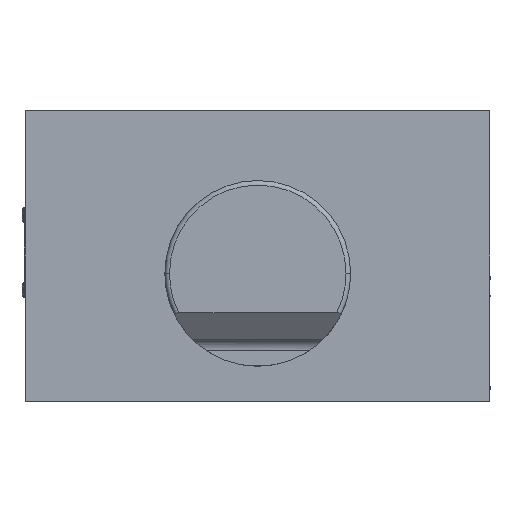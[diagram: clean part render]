
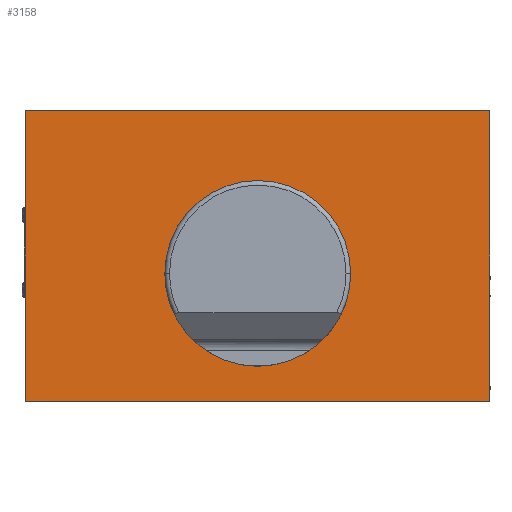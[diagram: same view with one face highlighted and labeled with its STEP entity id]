
A CAD part, front view. The second image highlights one B-rep face of the part: STEP entity #3158.
In plain terms, the highlighted planar face has unit normal (0, -1, 0).
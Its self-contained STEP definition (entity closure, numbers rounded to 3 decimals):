
#3158=ADVANCED_FACE('',(#6368,#6369),#6370,.F.);
#6368=FACE_BOUND('',#9976,.T.);
#6369=FACE_OUTER_BOUND('',#9977,.T.);
#6370=PLANE('',#9978);
#9976=EDGE_LOOP('',(#18721,#18722));
#9977=EDGE_LOOP('',(#18723,#18724,#18725,#18726));
#9978=AXIS2_PLACEMENT_3D('',#18727,#18728,#18729);
#18721=ORIENTED_EDGE('',*,*,#22017,.T.);
#18722=ORIENTED_EDGE('',*,*,#22229,.T.);
#18723=ORIENTED_EDGE('',*,*,#22209,.T.);
#18724=ORIENTED_EDGE('',*,*,#22271,.F.);
#18725=ORIENTED_EDGE('',*,*,#22274,.F.);
#18726=ORIENTED_EDGE('',*,*,#22268,.F.);
#18727=CARTESIAN_POINT('',(100.0,0.,62.5));
#18728=DIRECTION('',(0.0,1.0,0.0));
#18729=DIRECTION('',(0.0,0.0,1.0));
#22017=EDGE_CURVE('',#26740,#26737,#26741,.T.);
#22209=EDGE_CURVE('',#27022,#27020,#27023,.T.);
#22229=EDGE_CURVE('',#26737,#26740,#27043,.T.);
#22268=EDGE_CURVE('',#27022,#27082,#27083,.T.);
#22271=EDGE_CURVE('',#27086,#27020,#27087,.T.);
#22274=EDGE_CURVE('',#27082,#27086,#27090,.T.);
#26737=VERTEX_POINT('',#33769);
#26740=VERTEX_POINT('',#33773);
#26741=CIRCLE('',#33774,40.0);
#27020=VERTEX_POINT('',#34181);
#27022=VERTEX_POINT('',#34184);
#27023=LINE('',#34185,#34186);
#27043=CIRCLE('',#34207,40.0);
#27082=VERTEX_POINT('',#34246);
#27083=LINE('',#34247,#34248);
#27086=VERTEX_POINT('',#34252);
#27087=LINE('',#34253,#34254);
#27090=LINE('',#34258,#34259);
#33769=CARTESIAN_POINT('',(140.0,0.,55.));
#33773=CARTESIAN_POINT('',(60.,0.,55.));
#33774=AXIS2_PLACEMENT_3D('',#37647,#37648,#37649);
#34181=CARTESIAN_POINT('',(0.,0.,0.));
#34184=CARTESIAN_POINT('',(0.,0.,125.0));
#34185=CARTESIAN_POINT('',(0.,0.,62.5));
#34186=VECTOR('',#37916,1.0);
#34207=AXIS2_PLACEMENT_3D('',#37942,#37943,#37944);
#34246=CARTESIAN_POINT('',(200.0,0.,125.0));
#34247=CARTESIAN_POINT('',(100.0,0.,125.0));
#34248=VECTOR('',#38005,1.0);
#34252=CARTESIAN_POINT('',(200.0,0.,0.));
#34253=CARTESIAN_POINT('',(100.0,0.,0.));
#34254=VECTOR('',#38007,1.0);
#34258=CARTESIAN_POINT('',(200.0,0.,62.5));
#34259=VECTOR('',#38009,1.0);
#37647=CARTESIAN_POINT('',(100.0,0.,55.));
#37648=DIRECTION('',(-0.0,1.0,0.0));
#37649=DIRECTION('',(1.0,0.0,0.0));
#37916=DIRECTION('',(0.0,0.0,-1.0));
#37942=CARTESIAN_POINT('',(100.0,0.,55.));
#37943=DIRECTION('',(-0.0,1.0,0.0));
#37944=DIRECTION('',(1.0,0.0,0.0));
#38005=DIRECTION('',(1.0,0.0,0.0));
#38007=DIRECTION('',(-1.0,0.0,0.0));
#38009=DIRECTION('',(0.0,0.0,-1.0));
